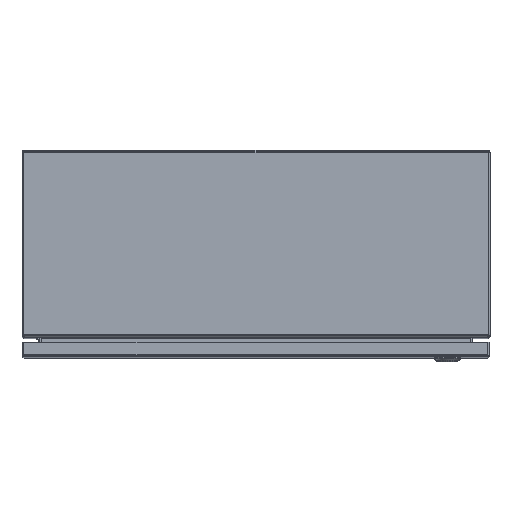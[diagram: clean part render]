
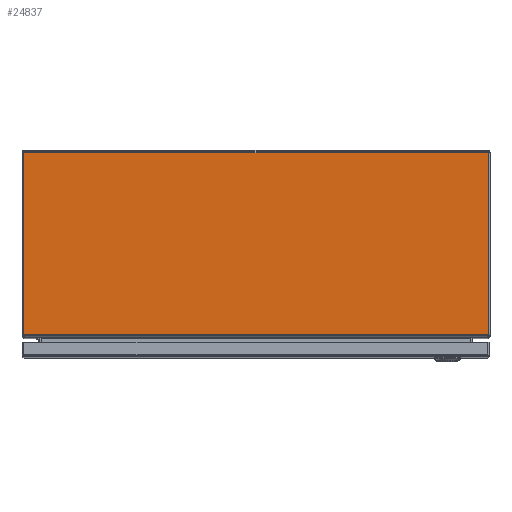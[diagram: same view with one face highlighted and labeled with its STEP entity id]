
A CAD part, top view. The second image highlights one B-rep face of the part: STEP entity #24837.
In plain terms, the highlighted planar face has unit normal (0, 0, 1).
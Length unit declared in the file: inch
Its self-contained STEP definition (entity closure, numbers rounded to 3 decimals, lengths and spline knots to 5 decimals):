
#1319 = PLANE ( 'NONE',  #2057 ) ;
#1460 = DIRECTION ( 'NONE',  ( 0., 1., 0. ) ) ;
#1753 = CARTESIAN_POINT ( 'NONE',  ( -9.92789, -0.108, 15. ) ) ;
#2057 = AXIS2_PLACEMENT_3D ( 'NONE', #12782, #28580, #1460 ) ;
#2226 = ORIENTED_EDGE ( 'NONE', *, *, #10859, .F. ) ;
#2863 = CARTESIAN_POINT ( 'NONE',  ( 9.92789, -7.76322, 15. ) ) ;
#3008 = CARTESIAN_POINT ( 'NONE',  ( -9.54553, -7.76322, 15. ) ) ;
#3305 = DIRECTION ( 'NONE',  ( 0., 1., 0. ) ) ;
#4188 = DIRECTION ( 'NONE',  ( 1., 0., 0. ) ) ;
#4496 = DIRECTION ( 'NONE',  ( 0., 1., 0. ) ) ;
#5610 = VERTEX_POINT ( 'NONE', #2863 ) ;
#6607 = LINE ( 'NONE', #24766, #25752 ) ;
#6757 = DIRECTION ( 'NONE',  ( -1., 0., 0. ) ) ;
#6916 = VECTOR ( 'NONE', #4188, 39.37008 ) ;
#7054 = EDGE_CURVE ( 'NONE', #5610, #27746, #22982, .T. ) ;
#7305 = AXIS2_PLACEMENT_3D ( 'NONE', #11325, #25172, #4496 ) ;
#7806 = CARTESIAN_POINT ( 'NONE',  ( -9.90555, -7.892, 15. ) ) ;
#8158 = ORIENTED_EDGE ( 'NONE', *, *, #10634, .T. ) ;
#8520 = DIRECTION ( 'NONE',  ( 0., -1., 0. ) ) ;
#8902 = VERTEX_POINT ( 'NONE', #28281 ) ;
#9152 = DIRECTION ( 'NONE',  ( 0., -1., 0. ) ) ;
#10634 = EDGE_CURVE ( 'NONE', #18742, #12623, #15642, .T. ) ;
#10859 = EDGE_CURVE ( 'NONE', #16987, #12623, #14979, .T. ) ;
#10987 = EDGE_CURVE ( 'NONE', #18742, #8902, #22204, .T. ) ;
#11325 = CARTESIAN_POINT ( 'NONE',  ( 9.54553, -7.76322, 15. ) ) ;
#11655 = VECTOR ( 'NONE', #8520, 39.37008 ) ;
#11933 = DIRECTION ( 'NONE',  ( 0., 0., -1. ) ) ;
#12623 = VERTEX_POINT ( 'NONE', #19389 ) ;
#12782 = CARTESIAN_POINT ( 'NONE',  ( 69.298, -0.072, 15. ) ) ;
#13431 = VECTOR ( 'NONE', #9152, 39.37008 ) ;
#13728 = ORIENTED_EDGE ( 'NONE', *, *, #27622, .F. ) ;
#14979 = CIRCLE ( 'NONE', #22111, 0.38236 ) ;
#15014 = FACE_OUTER_BOUND ( 'NONE', #24611, .T. ) ;
#15642 = LINE ( 'NONE', #24747, #11655 ) ;
#16285 = CARTESIAN_POINT ( 'NONE',  ( 9.90555, -7.892, 15. ) ) ;
#16467 = ORIENTED_EDGE ( 'NONE', *, *, #10987, .F. ) ;
#16847 = EDGE_CURVE ( 'NONE', #27746, #16987, #6607, .T. ) ;
#16987 = VERTEX_POINT ( 'NONE', #7806 ) ;
#18742 = VERTEX_POINT ( 'NONE', #1753 ) ;
#19389 = CARTESIAN_POINT ( 'NONE',  ( -9.92789, -7.76322, 15. ) ) ;
#19904 = CARTESIAN_POINT ( 'NONE',  ( 9.92789, -0.108, 15. ) ) ;
#19959 = CARTESIAN_POINT ( 'NONE',  ( -9.892, -0.108, 15. ) ) ;
#22111 = AXIS2_PLACEMENT_3D ( 'NONE', #3008, #11933, #3305 ) ;
#22204 = LINE ( 'NONE', #19959, #6916 ) ;
#22388 = ORIENTED_EDGE ( 'NONE', *, *, #16847, .F. ) ;
#22982 = CIRCLE ( 'NONE', #7305, 0.38236 ) ;
#24611 = EDGE_LOOP ( 'NONE', ( #2226, #22388, #25969, #13728, #16467, #8158 ) ) ;
#24747 = CARTESIAN_POINT ( 'NONE',  ( -9.92789, -0.108, 15. ) ) ;
#24766 = CARTESIAN_POINT ( 'NONE',  ( 69.298, -7.892, 15. ) ) ;
#24795 = LINE ( 'NONE', #19904, #13431 ) ;
#24837 = ADVANCED_FACE ( 'NONE', ( #15014 ), #1319, .F. ) ;
#25172 = DIRECTION ( 'NONE',  ( 0., 0., -1. ) ) ;
#25752 = VECTOR ( 'NONE', #6757, 39.37008 ) ;
#25969 = ORIENTED_EDGE ( 'NONE', *, *, #7054, .F. ) ;
#27622 = EDGE_CURVE ( 'NONE', #8902, #5610, #24795, .T. ) ;
#27746 = VERTEX_POINT ( 'NONE', #16285 ) ;
#28281 = CARTESIAN_POINT ( 'NONE',  ( 9.92789, -0.108, 15. ) ) ;
#28580 = DIRECTION ( 'NONE',  ( 0., 0., -1. ) ) ;
